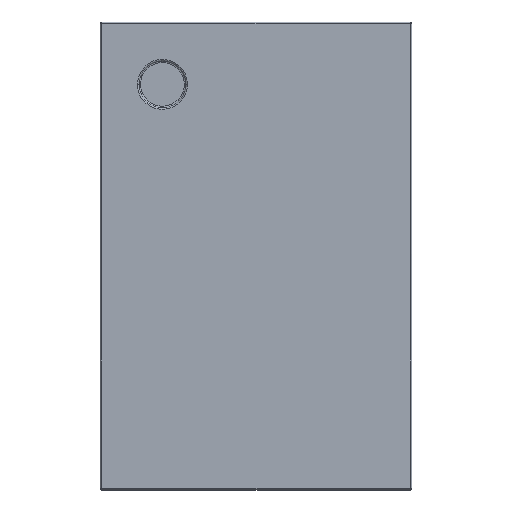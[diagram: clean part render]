
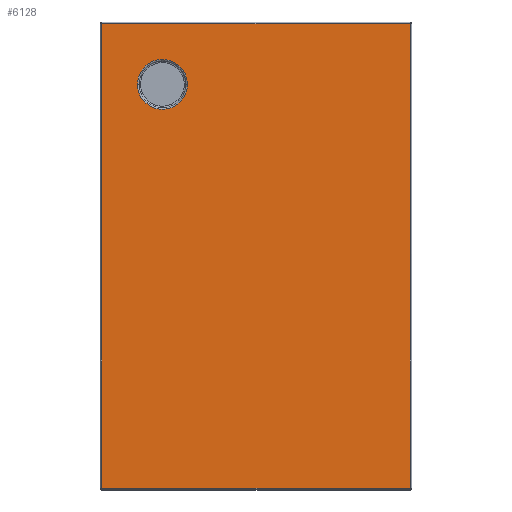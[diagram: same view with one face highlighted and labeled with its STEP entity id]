
A CAD part, top view. The second image highlights one B-rep face of the part: STEP entity #6128.
In plain terms, the highlighted planar face has unit normal (0, 0, 1).
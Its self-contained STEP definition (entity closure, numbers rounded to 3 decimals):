
#17 = LINE ( 'NONE', #536, #3027 ) ;
#252 = DIRECTION ( 'NONE',  ( 1., 0., 0. ) ) ;
#253 = B_SPLINE_CURVE_WITH_KNOTS ( 'NONE', 3,
 ( #4562, #5031, #2049, #971, #472, #2508, #4523, #6588, #2014, #3930 ),
 .UNSPECIFIED., .F., .F.,
 ( 4, 2, 2, 2, 4 ),
 ( 0., 0.25, 0.5, 0.75, 1. ),
 .UNSPECIFIED. ) ;
#276 = CARTESIAN_POINT ( 'NONE',  ( -0.643, 1.26, 1. ) ) ;
#299 = ORIENTED_EDGE ( 'NONE', *, *, #5669, .T. ) ;
#301 = VERTEX_POINT ( 'NONE', #1771 ) ;
#387 = EDGE_CURVE ( 'NONE', #3717, #301, #5030, .T. ) ;
#472 = CARTESIAN_POINT ( 'NONE',  ( -0.557, 0.94, 1. ) ) ;
#536 = CARTESIAN_POINT ( 'NONE',  ( 0.99, 0., 1. ) ) ;
#591 = VECTOR ( 'NONE', #2438, 1000. ) ;
#831 = LINE ( 'NONE', #3406, #591 ) ;
#836 = CARTESIAN_POINT ( 'NONE',  ( -0.743, 1.182, 1. ) ) ;
#873 = CARTESIAN_POINT ( 'NONE',  ( -0.683, 1.244, 1. ) ) ;
#971 = CARTESIAN_POINT ( 'NONE',  ( -0.517, 0.956, 1. ) ) ;
#1031 = VERTEX_POINT ( 'NONE', #4083 ) ;
#1076 = CARTESIAN_POINT ( 'NONE',  ( 0.99, -1.49, 1. ) ) ;
#1266 = CARTESIAN_POINT ( 'NONE',  ( -0.456, 1.182, 1. ) ) ;
#1308 = ORIENTED_EDGE ( 'NONE', *, *, #387, .T. ) ;
#1771 = CARTESIAN_POINT ( 'NONE',  ( -0.99, 1.49, 1. ) ) ;
#1776 = CARTESIAN_POINT ( 'NONE',  ( -0.557, 1.26, 1. ) ) ;
#1793 = ORIENTED_EDGE ( 'NONE', *, *, #5312, .T. ) ;
#1815 = CARTESIAN_POINT ( 'NONE',  ( -0.44, 1.1, 1. ) ) ;
#1841 = B_SPLINE_CURVE_WITH_KNOTS ( 'NONE', 3,
 ( #1877, #5304, #836, #873, #276, #1776, #4937, #1266, #3308, #1815 ),
 .UNSPECIFIED., .F., .F.,
 ( 4, 2, 2, 2, 4 ),
 ( 0., 0.25, 0.5, 0.75, 1. ),
 .UNSPECIFIED. ) ;
#1861 = LINE ( 'NONE', #1896, #2129 ) ;
#1877 = CARTESIAN_POINT ( 'NONE',  ( -0.76, 1.1, 1. ) ) ;
#1896 = CARTESIAN_POINT ( 'NONE',  ( -0.99, 0., 1. ) ) ;
#2014 = CARTESIAN_POINT ( 'NONE',  ( -0.76, 1.055, 1. ) ) ;
#2038 = ORIENTED_EDGE ( 'NONE', *, *, #4670, .T. ) ;
#2049 = CARTESIAN_POINT ( 'NONE',  ( -0.457, 1.018, 1. ) ) ;
#2071 = VECTOR ( 'NONE', #2505, 1000. ) ;
#2129 = VECTOR ( 'NONE', #3763, 1000. ) ;
#2438 = DIRECTION ( 'NONE',  ( 1., 0., 0. ) ) ;
#2505 = DIRECTION ( 'NONE',  ( -1., 0., 0. ) ) ;
#2508 = CARTESIAN_POINT ( 'NONE',  ( -0.643, 0.94, 1. ) ) ;
#2522 = EDGE_CURVE ( 'NONE', #2989, #4890, #831, .T. ) ;
#2595 = EDGE_LOOP ( 'NONE', ( #1308, #1793, #5668, #2992 ) ) ;
#2602 = EDGE_CURVE ( 'NONE', #4890, #3717, #17, .T. ) ;
#2973 = AXIS2_PLACEMENT_3D ( 'NONE', #3796, #5277, #252 ) ;
#2989 = VERTEX_POINT ( 'NONE', #5289 ) ;
#2992 = ORIENTED_EDGE ( 'NONE', *, *, #2602, .T. ) ;
#3027 = VECTOR ( 'NONE', #6111, 1000. ) ;
#3308 = CARTESIAN_POINT ( 'NONE',  ( -0.44, 1.145, 1. ) ) ;
#3406 = CARTESIAN_POINT ( 'NONE',  ( 0., -1.49, 1. ) ) ;
#3515 = EDGE_LOOP ( 'NONE', ( #2038, #299 ) ) ;
#3717 = VERTEX_POINT ( 'NONE', #5430 ) ;
#3754 = PLANE ( 'NONE',  #2973 ) ;
#3763 = DIRECTION ( 'NONE',  ( 0., -1., 0. ) ) ;
#3796 = CARTESIAN_POINT ( 'NONE',  ( 0., 0., 1. ) ) ;
#3930 = CARTESIAN_POINT ( 'NONE',  ( -0.76, 1.1, 1. ) ) ;
#4083 = CARTESIAN_POINT ( 'NONE',  ( -0.44, 1.1, 1. ) ) ;
#4163 = VERTEX_POINT ( 'NONE', #4245 ) ;
#4245 = CARTESIAN_POINT ( 'NONE',  ( -0.76, 1.1, 1. ) ) ;
#4523 = CARTESIAN_POINT ( 'NONE',  ( -0.682, 0.956, 1. ) ) ;
#4562 = CARTESIAN_POINT ( 'NONE',  ( -0.44, 1.1, 1. ) ) ;
#4670 = EDGE_CURVE ( 'NONE', #1031, #4163, #253, .T. ) ;
#4890 = VERTEX_POINT ( 'NONE', #1076 ) ;
#4937 = CARTESIAN_POINT ( 'NONE',  ( -0.518, 1.244, 1. ) ) ;
#5030 = LINE ( 'NONE', #5096, #2071 ) ;
#5031 = CARTESIAN_POINT ( 'NONE',  ( -0.44, 1.056, 1. ) ) ;
#5096 = CARTESIAN_POINT ( 'NONE',  ( 0., 1.49, 1. ) ) ;
#5238 = FACE_OUTER_BOUND ( 'NONE', #2595, .T. ) ;
#5277 = DIRECTION ( 'NONE',  ( 0., 0., 1. ) ) ;
#5289 = CARTESIAN_POINT ( 'NONE',  ( -0.99, -1.49, 1. ) ) ;
#5304 = CARTESIAN_POINT ( 'NONE',  ( -0.76, 1.144, 1. ) ) ;
#5312 = EDGE_CURVE ( 'NONE', #301, #2989, #1861, .T. ) ;
#5430 = CARTESIAN_POINT ( 'NONE',  ( 0.99, 1.49, 1. ) ) ;
#5668 = ORIENTED_EDGE ( 'NONE', *, *, #2522, .T. ) ;
#5669 = EDGE_CURVE ( 'NONE', #4163, #1031, #1841, .T. ) ;
#5728 = FACE_BOUND ( 'NONE', #3515, .T. ) ;
#6111 = DIRECTION ( 'NONE',  ( 0., 1., 0. ) ) ;
#6128 = ADVANCED_FACE ( 'NONE', ( #5238, #5728 ), #3754, .T. ) ;
#6588 = CARTESIAN_POINT ( 'NONE',  ( -0.744, 1.018, 1. ) ) ;
